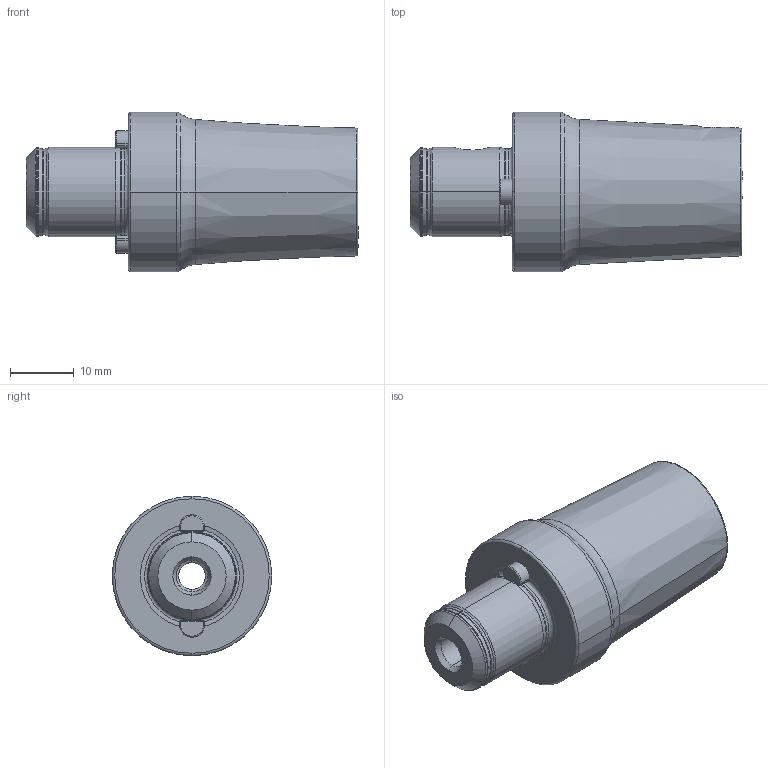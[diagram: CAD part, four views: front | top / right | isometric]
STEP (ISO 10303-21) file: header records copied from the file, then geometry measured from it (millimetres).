
FILE_DESCRIPTION (( 'STEP AP203' ), '1' );
FILE_NAME ('ST2-ST1.K01.036.STEP', '2016-02-12T10:38:37', ( 'SWIAdmin' ), ( 'Hewlett-Packard Company' ), 'SwSTEP 2.0', 'SolidWorks 2015', '' );
FILE_SCHEMA (( 'CONFIG_CONTROL_DESIGN' ));
Length unit declared in the file: millimetre
Products named in the file (4): ST2-ST1.K01.036_A; ST1-ER1.001.005_A; ST2-ER2.001.006_A; ST2-ST1.K01.036
Assembly tree (4 placements, depth 2):
  ST2-ST1.K01.036
    ST2-ST1.K01.036_A
    ST1-ER1.001.005_A
    ST2-ER2.001.006_A  x2
Bounding box: 52 x 25 x 25 mm (x, y, z)
Volume: 14432.5 mm3; surface area: 5360.7 mm2
Topology: 4 solids, 4 shells, 156 faces, 365 edges, 212 vertices
Faces by surface type: cone 50, cylinder 45, torus 31, plane 26, bspline 4
Entity records: 4884 total; most frequent: CARTESIAN_POINT 1360, DIRECTION 697, ORIENTED_EDGE 626, EDGE_CURVE 313, AXIS2_PLACEMENT_3D 295, VERTEX_POINT 185, CIRCLE 157, EDGE_LOOP 142
